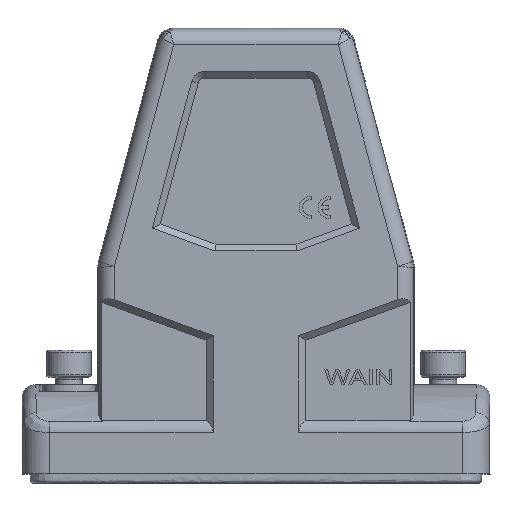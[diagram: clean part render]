
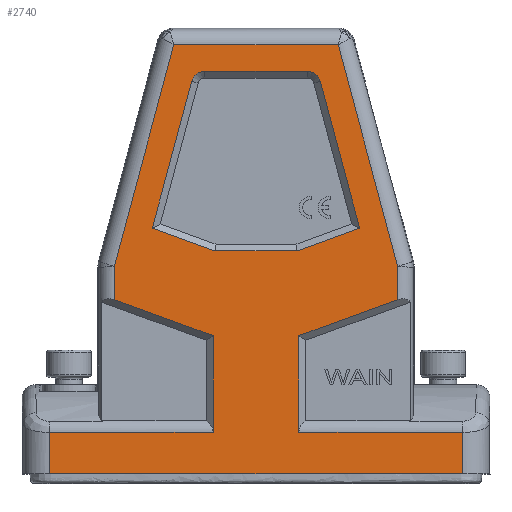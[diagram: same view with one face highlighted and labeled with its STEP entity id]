
A CAD part, top view. The second image highlights one B-rep face of the part: STEP entity #2740.
In plain terms, the highlighted planar face has unit normal (0, 0, 1).
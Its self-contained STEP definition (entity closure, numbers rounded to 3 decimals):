
#458=B_SPLINE_CURVE_WITH_KNOTS('',3,(#19315,#19316,#19317,#19318),
 .UNSPECIFIED.,.F.,.F.,(4,4),(0.,1.),.UNSPECIFIED.);
#462=B_SPLINE_CURVE_WITH_KNOTS('',3,(#19349,#19350,#19351,#19352),
 .UNSPECIFIED.,.F.,.F.,(4,4),(0.,1.),.UNSPECIFIED.);
#494=B_SPLINE_CURVE_WITH_KNOTS('',3,(#19760,#19761,#19762,#19763),
 .UNSPECIFIED.,.F.,.F.,(4,4),(0.,1.),.UNSPECIFIED.);
#496=B_SPLINE_CURVE_WITH_KNOTS('',3,(#19809,#19810,#19811,#19812),
 .UNSPECIFIED.,.F.,.F.,(4,4),(0.,1.),.UNSPECIFIED.);
#503=B_SPLINE_CURVE_WITH_KNOTS('',3,(#19927,#19928,#19929,#19930),
 .UNSPECIFIED.,.F.,.F.,(4,4),(0.,1.),.UNSPECIFIED.);
#507=B_SPLINE_CURVE_WITH_KNOTS('',3,(#19951,#19952,#19953,#19954),
 .UNSPECIFIED.,.F.,.F.,(4,4),(0.,1.),.UNSPECIFIED.);
#508=B_SPLINE_CURVE_WITH_KNOTS('',3,(#19976,#19977,#19978,#19979),
 .UNSPECIFIED.,.F.,.F.,(4,4),(0.,1.),.UNSPECIFIED.);
#890=LINE('',#18343,#1433);
#891=LINE('',#18345,#1434);
#898=LINE('',#18494,#1441);
#900=LINE('',#18604,#1443);
#911=LINE('',#18809,#1454);
#1016=LINE('',#19313,#1559);
#1041=LINE('',#19737,#1584);
#1042=LINE('',#19823,#1585);
#1073=LINE('',#19963,#1616);
#1074=LINE('',#19965,#1617);
#1078=LINE('',#19972,#1621);
#1080=LINE('',#19981,#1623);
#1081=LINE('',#19983,#1624);
#1433=VECTOR('',#9832,1.);
#1434=VECTOR('',#9835,1.);
#1441=VECTOR('',#9862,1.);
#1443=VECTOR('',#9872,1.);
#1454=VECTOR('',#9917,1.);
#1559=VECTOR('',#10126,1.);
#1584=VECTOR('',#10209,1.);
#1585=VECTOR('',#10218,1.);
#1616=VECTOR('',#10311,1.);
#1617=VECTOR('',#10314,1.);
#1621=VECTOR('',#10320,1.);
#1623=VECTOR('',#10328,1.);
#1624=VECTOR('',#10329,1.);
#2290=PLANE('',#8539);
#2740=ADVANCED_FACE('',(#2995,#2996),#2290,.T.);
#2995=FACE_BOUND('',#3495,.T.);
#2996=FACE_BOUND('',#3496,.T.);
#3495=EDGE_LOOP('',(#5699,#5700,#5701,#5702,#5703,#5704,#5705,#5706));
#3496=EDGE_LOOP('',(#5707,#5708,#5709,#5710,#5711,#5712,#5713,#5714,#5715,
#5716,#5717,#5718,#5719,#5720));
#5699=ORIENTED_EDGE('',*,*,#7645,.F.);
#5700=ORIENTED_EDGE('',*,*,#7648,.T.);
#5701=ORIENTED_EDGE('',*,*,#7651,.F.);
#5702=ORIENTED_EDGE('',*,*,#7654,.T.);
#5703=ORIENTED_EDGE('',*,*,#7663,.F.);
#5704=ORIENTED_EDGE('',*,*,#7659,.T.);
#5705=ORIENTED_EDGE('',*,*,#7658,.T.);
#5706=ORIENTED_EDGE('',*,*,#7665,.T.);
#5707=ORIENTED_EDGE('',*,*,#7603,.T.);
#5708=ORIENTED_EDGE('',*,*,#7601,.T.);
#5709=ORIENTED_EDGE('',*,*,#7598,.F.);
#5710=ORIENTED_EDGE('',*,*,#7538,.T.);
#5711=ORIENTED_EDGE('',*,*,#7533,.T.);
#5712=ORIENTED_EDGE('',*,*,#7532,.F.);
#5713=ORIENTED_EDGE('',*,*,#7666,.F.);
#5714=ORIENTED_EDGE('',*,*,#7667,.T.);
#5715=ORIENTED_EDGE('',*,*,#7387,.F.);
#5716=ORIENTED_EDGE('',*,*,#7358,.T.);
#5717=ORIENTED_EDGE('',*,*,#7347,.F.);
#5718=ORIENTED_EDGE('',*,*,#7325,.T.);
#5719=ORIENTED_EDGE('',*,*,#7324,.T.);
#5720=ORIENTED_EDGE('',*,*,#7605,.F.);
#6318=VERTEX_POINT('',#18340);
#6319=VERTEX_POINT('',#18342);
#6320=VERTEX_POINT('',#18346);
#6333=VERTEX_POINT('',#18495);
#6337=VERTEX_POINT('',#18597);
#6352=VERTEX_POINT('',#18810);
#6446=VERTEX_POINT('',#19310);
#6447=VERTEX_POINT('',#19312);
#6448=VERTEX_POINT('',#19319);
#6452=VERTEX_POINT('',#19353);
#6489=VERTEX_POINT('',#19738);
#6490=VERTEX_POINT('',#19759);
#6491=VERTEX_POINT('',#19813);
#6516=VERTEX_POINT('',#19903);
#6519=VERTEX_POINT('',#19914);
#6521=VERTEX_POINT('',#19926);
#6523=VERTEX_POINT('',#19941);
#6525=VERTEX_POINT('',#19950);
#6526=VERTEX_POINT('',#19957);
#6529=VERTEX_POINT('',#19962);
#6530=VERTEX_POINT('',#19966);
#6532=VERTEX_POINT('',#19982);
#7324=EDGE_CURVE('',#6318,#6319,#890,.T.);
#7325=EDGE_CURVE('',#6320,#6318,#891,.T.);
#7347=EDGE_CURVE('',#6320,#6333,#898,.T.);
#7358=EDGE_CURVE('',#6337,#6333,#900,.T.);
#7387=EDGE_CURVE('',#6337,#6352,#911,.T.);
#7532=EDGE_CURVE('',#6447,#6446,#1016,.T.);
#7533=EDGE_CURVE('',#6448,#6446,#458,.T.);
#7538=EDGE_CURVE('',#6452,#6448,#462,.T.);
#7598=EDGE_CURVE('',#6452,#6489,#1041,.T.);
#7601=EDGE_CURVE('',#6490,#6489,#494,.T.);
#7603=EDGE_CURVE('',#6491,#6490,#496,.T.);
#7605=EDGE_CURVE('',#6491,#6319,#1042,.T.);
#7645=EDGE_CURVE('',#6519,#6516,#7914,.T.);
#7648=EDGE_CURVE('',#6519,#6521,#503,.T.);
#7651=EDGE_CURVE('',#6523,#6521,#7915,.T.);
#7654=EDGE_CURVE('',#6523,#6525,#507,.T.);
#7658=EDGE_CURVE('',#6526,#6529,#1073,.T.);
#7659=EDGE_CURVE('',#6530,#6526,#1074,.T.);
#7663=EDGE_CURVE('',#6530,#6525,#1078,.T.);
#7665=EDGE_CURVE('',#6529,#6516,#508,.T.);
#7666=EDGE_CURVE('',#6532,#6447,#1080,.T.);
#7667=EDGE_CURVE('',#6532,#6352,#1081,.T.);
#7914=CIRCLE('',#8528,3.);
#7915=CIRCLE('',#8531,3.);
#8528=AXIS2_PLACEMENT_3D('',#19915,#10295,#10296);
#8531=AXIS2_PLACEMENT_3D('',#19942,#10301,#10302);
#8539=AXIS2_PLACEMENT_3D('',#19984,#10330,#10331);
#9832=DIRECTION('',(0.94,-0.342,0.));
#9835=DIRECTION('',(0.,-1.,0.));
#9862=DIRECTION('',(0.259,0.966,0.));
#9872=DIRECTION('',(-1.,0.,0.));
#9917=DIRECTION('',(0.259,-0.966,0.));
#10126=DIRECTION('',(0.,-1.,0.));
#10209=DIRECTION('',(-1.,0.,0.));
#10218=DIRECTION('',(0.,1.,0.));
#10295=DIRECTION('',(0.,0.,1.));
#10296=DIRECTION('',(0.,1.,0.));
#10301=DIRECTION('',(0.,0.,1.));
#10302=DIRECTION('',(0.966,0.259,0.));
#10311=DIRECTION('',(-0.94,0.342,0.));
#10314=DIRECTION('',(-1.,0.,0.));
#10320=DIRECTION('',(0.94,0.342,0.));
#10328=DIRECTION('',(-0.94,-0.342,0.));
#10329=DIRECTION('',(0.,1.,0.));
#10330=DIRECTION('',(0.,0.,1.));
#10331=DIRECTION('',(1.,0.,0.));
#18340=CARTESIAN_POINT('',(-31.782,39.052,28.5));
#18342=CARTESIAN_POINT('',(-9.621,30.986,28.5));
#18343=CARTESIAN_POINT('',(-31.782,39.052,28.5));
#18345=CARTESIAN_POINT('',(-31.782,46.51,28.5));
#18346=CARTESIAN_POINT('',(-31.782,46.51,28.5));
#18494=CARTESIAN_POINT('',(-31.782,46.51,28.5));
#18495=CARTESIAN_POINT('',(-18.446,96.282,28.5));
#18597=CARTESIAN_POINT('',(18.446,96.282,28.5));
#18604=CARTESIAN_POINT('',(18.446,96.282,28.5));
#18809=CARTESIAN_POINT('',(18.446,96.282,28.5));
#18810=CARTESIAN_POINT('',(31.782,46.51,28.5));
#19310=CARTESIAN_POINT('',(9.621,9.285,28.5));
#19312=CARTESIAN_POINT('',(9.621,30.986,28.5));
#19313=CARTESIAN_POINT('',(9.621,30.986,28.5));
#19315=CARTESIAN_POINT('',(46.303,9.285,28.5));
#19316=CARTESIAN_POINT('',(34.076,9.285,28.5));
#19317=CARTESIAN_POINT('',(21.849,9.285,28.5));
#19318=CARTESIAN_POINT('',(9.621,9.285,28.5));
#19319=CARTESIAN_POINT('',(46.303,9.285,28.5));
#19349=CARTESIAN_POINT('',(46.303,0.,28.5));
#19350=CARTESIAN_POINT('',(46.303,3.095,28.5));
#19351=CARTESIAN_POINT('',(46.303,6.19,28.5));
#19352=CARTESIAN_POINT('',(46.303,9.285,28.5));
#19353=CARTESIAN_POINT('',(46.303,0.,28.5));
#19737=CARTESIAN_POINT('',(46.303,0.,28.5));
#19738=CARTESIAN_POINT('',(-46.303,0.,28.5));
#19759=CARTESIAN_POINT('',(-46.303,9.285,28.5));
#19760=CARTESIAN_POINT('',(-46.303,9.285,28.5));
#19761=CARTESIAN_POINT('',(-46.303,6.19,28.5));
#19762=CARTESIAN_POINT('',(-46.303,3.095,28.5));
#19763=CARTESIAN_POINT('',(-46.303,0.,28.5));
#19809=CARTESIAN_POINT('',(-9.621,9.285,28.5));
#19810=CARTESIAN_POINT('',(-21.849,9.285,28.5));
#19811=CARTESIAN_POINT('',(-34.076,9.285,28.5));
#19812=CARTESIAN_POINT('',(-46.303,9.285,28.5));
#19813=CARTESIAN_POINT('',(-9.621,9.285,28.5));
#19823=CARTESIAN_POINT('',(-9.621,9.285,28.5));
#19903=CARTESIAN_POINT('',(-14.437,88.059,28.5));
#19914=CARTESIAN_POINT('',(-11.54,90.282,28.5));
#19915=CARTESIAN_POINT('',(-11.54,87.282,28.5));
#19926=CARTESIAN_POINT('',(11.54,90.282,28.5));
#19927=CARTESIAN_POINT('',(-11.54,90.282,28.5));
#19928=CARTESIAN_POINT('',(-3.847,90.282,28.5));
#19929=CARTESIAN_POINT('',(3.847,90.282,28.5));
#19930=CARTESIAN_POINT('',(11.54,90.282,28.5));
#19941=CARTESIAN_POINT('',(14.437,88.059,28.5));
#19942=CARTESIAN_POINT('',(11.54,87.282,28.5));
#19950=CARTESIAN_POINT('',(23.266,55.107,28.5));
#19951=CARTESIAN_POINT('',(14.437,88.059,28.5));
#19952=CARTESIAN_POINT('',(17.38,77.075,28.5));
#19953=CARTESIAN_POINT('',(20.323,66.091,28.5));
#19954=CARTESIAN_POINT('',(23.266,55.107,28.5));
#19957=CARTESIAN_POINT('',(-9.234,50.,28.5));
#19962=CARTESIAN_POINT('',(-23.266,55.107,28.5));
#19963=CARTESIAN_POINT('',(-9.234,50.,28.5));
#19965=CARTESIAN_POINT('',(9.234,50.,28.5));
#19966=CARTESIAN_POINT('',(9.234,50.,28.5));
#19972=CARTESIAN_POINT('',(9.234,50.,28.5));
#19976=CARTESIAN_POINT('',(-23.266,55.107,28.5));
#19977=CARTESIAN_POINT('',(-20.323,66.091,28.5));
#19978=CARTESIAN_POINT('',(-17.38,77.075,28.5));
#19979=CARTESIAN_POINT('',(-14.437,88.059,28.5));
#19981=CARTESIAN_POINT('',(31.782,39.052,28.5));
#19982=CARTESIAN_POINT('',(31.782,39.052,28.5));
#19983=CARTESIAN_POINT('',(31.782,39.052,28.5));
#19984=CARTESIAN_POINT('',(0.,0.,28.5));
